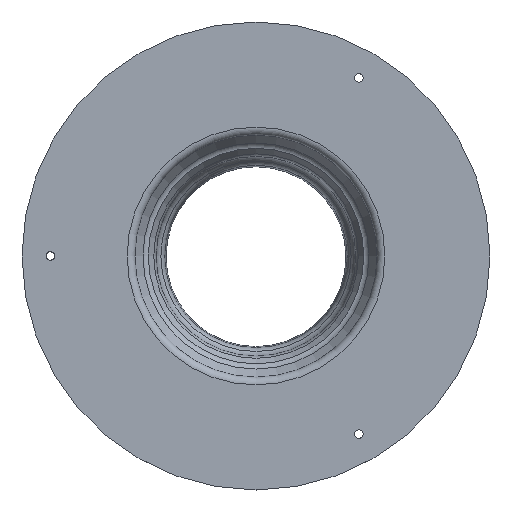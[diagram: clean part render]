
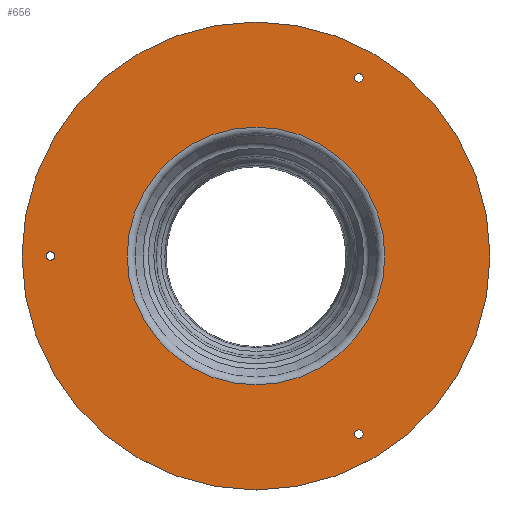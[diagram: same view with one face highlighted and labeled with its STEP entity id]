
A CAD part, top view. The second image highlights one B-rep face of the part: STEP entity #656.
In plain terms, the highlighted planar face has unit normal (0, 0, 1).
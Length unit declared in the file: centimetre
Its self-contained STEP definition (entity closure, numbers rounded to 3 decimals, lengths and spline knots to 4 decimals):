
#22=FACE_BOUND('',#127,.T.);
#23=FACE_BOUND('',#128,.T.);
#24=FACE_BOUND('',#129,.T.);
#25=FACE_BOUND('',#130,.T.);
#30=PLANE('',#821);
#87=FACE_OUTER_BOUND('',#126,.T.);
#126=EDGE_LOOP('',(#571));
#127=EDGE_LOOP('',(#572));
#128=EDGE_LOOP('',(#573));
#129=EDGE_LOOP('',(#574));
#130=EDGE_LOOP('',(#575));
#207=CIRCLE('',#810,3.);
#209=CIRCLE('',#813,3.);
#211=CIRCLE('',#816,3.);
#213=CIRCLE('',#819,90.8789);
#215=CIRCLE('',#822,165.);
#279=VERTEX_POINT('',#1283);
#281=VERTEX_POINT('',#1289);
#283=VERTEX_POINT('',#1295);
#285=VERTEX_POINT('',#1301);
#286=VERTEX_POINT('',#1305);
#375=EDGE_CURVE('',#279,#279,#207,.T.);
#378=EDGE_CURVE('',#281,#281,#209,.T.);
#381=EDGE_CURVE('',#283,#283,#211,.T.);
#384=EDGE_CURVE('',#285,#285,#213,.T.);
#386=EDGE_CURVE('',#286,#286,#215,.T.);
#571=ORIENTED_EDGE('',*,*,#386,.F.);
#572=ORIENTED_EDGE('',*,*,#375,.T.);
#573=ORIENTED_EDGE('',*,*,#378,.T.);
#574=ORIENTED_EDGE('',*,*,#381,.T.);
#575=ORIENTED_EDGE('',*,*,#384,.T.);
#656=ADVANCED_FACE('',(#87,#22,#23,#24,#25),#30,.T.);
#810=AXIS2_PLACEMENT_3D('',#1284,#1050,#1051);
#813=AXIS2_PLACEMENT_3D('',#1290,#1057,#1058);
#816=AXIS2_PLACEMENT_3D('',#1296,#1064,#1065);
#819=AXIS2_PLACEMENT_3D('',#1302,#1071,#1072);
#821=AXIS2_PLACEMENT_3D('',#1304,#1075,#1076);
#822=AXIS2_PLACEMENT_3D('',#1306,#1077,#1078);
#1050=DIRECTION('center_axis',(0.,0.,
-1.));
#1051=DIRECTION('ref_axis',(0.,-1.,0.));
#1057=DIRECTION('center_axis',(0.,0.,
-1.));
#1058=DIRECTION('ref_axis',(0.,-1.,0.));
#1064=DIRECTION('center_axis',(0.,0.,
-1.));
#1065=DIRECTION('ref_axis',(0.,-1.,0.));
#1071=DIRECTION('center_axis',(0.,0.,
-1.));
#1072=DIRECTION('ref_axis',(0.,-1.,0.));
#1075=DIRECTION('center_axis',(0.,0.,
1.));
#1076=DIRECTION('ref_axis',(-1.,0.,0.));
#1077=DIRECTION('center_axis',(0.,0.,
-1.));
#1078=DIRECTION('ref_axis',(0.,-1.,0.));
#1283=CARTESIAN_POINT('',(72.5,128.5737,280.));
#1284=CARTESIAN_POINT('Origin',(72.5,125.5737,280.));
#1289=CARTESIAN_POINT('',(72.5,-122.5737,280.));
#1290=CARTESIAN_POINT('Origin',(72.5,-125.5737,280.));
#1295=CARTESIAN_POINT('',(-145.,3.,280.));
#1296=CARTESIAN_POINT('Origin',(-145.,0.,280.));
#1301=CARTESIAN_POINT('',(-90.8789,0.,280.));
#1302=CARTESIAN_POINT('Origin',(0.,0.,
280.));
#1304=CARTESIAN_POINT('Origin',(0.,-165.,280.));
#1305=CARTESIAN_POINT('',(0.,165.,280.));
#1306=CARTESIAN_POINT('Origin',(0.,0.,280.));
